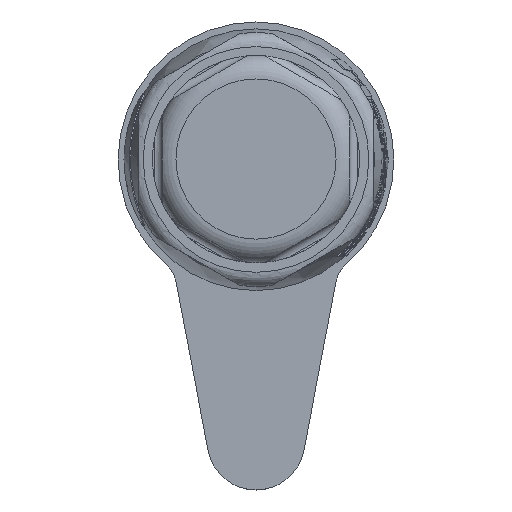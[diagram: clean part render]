
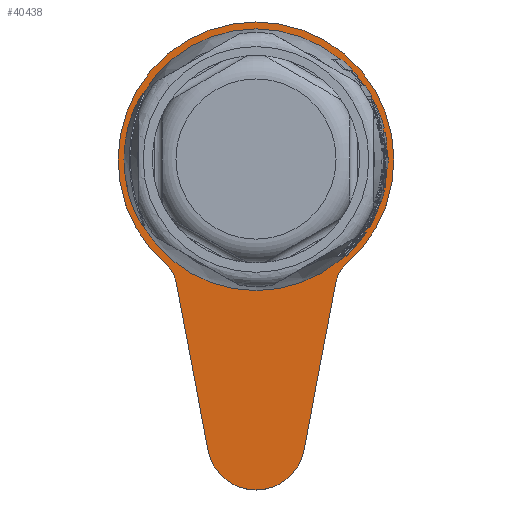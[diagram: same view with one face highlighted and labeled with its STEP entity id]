
A CAD part, top view. The second image highlights one B-rep face of the part: STEP entity #40438.
In plain terms, the highlighted planar face has unit normal (0, 0, 1).
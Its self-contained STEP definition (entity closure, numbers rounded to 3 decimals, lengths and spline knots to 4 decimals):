
#4658=LINE('',#71813,#6620);
#4659=LINE('',#71820,#6621);
#6620=VECTOR('',#50325,1.);
#6621=VECTOR('',#50332,1.);
#8567=FACE_OUTER_BOUND('',#10807,.T.);
#10807=EDGE_LOOP('',(#30440,#30441,#30442,#30443,#30444,#30445));
#12746=CIRCLE('',#43325,0.625);
#12747=CIRCLE('',#43326,0.375);
#12748=CIRCLE('',#43327,1.765);
#12749=CIRCLE('',#43328,0.375);
#16069=VERTEX_POINT('',#71809);
#16070=VERTEX_POINT('',#71810);
#16071=VERTEX_POINT('',#71812);
#16072=VERTEX_POINT('',#71814);
#16073=VERTEX_POINT('',#71816);
#16074=VERTEX_POINT('',#71818);
#21165=EDGE_CURVE('',#16069,#16070,#12746,.T.);
#21166=EDGE_CURVE('',#16070,#16071,#4658,.T.);
#21167=EDGE_CURVE('',#16071,#16072,#12747,.T.);
#21168=EDGE_CURVE('',#16072,#16073,#12748,.T.);
#21169=EDGE_CURVE('',#16073,#16074,#12749,.T.);
#21170=EDGE_CURVE('',#16074,#16069,#4659,.T.);
#30440=ORIENTED_EDGE('',*,*,#21165,.T.);
#30441=ORIENTED_EDGE('',*,*,#21166,.T.);
#30442=ORIENTED_EDGE('',*,*,#21167,.T.);
#30443=ORIENTED_EDGE('',*,*,#21168,.T.);
#30444=ORIENTED_EDGE('',*,*,#21169,.T.);
#30445=ORIENTED_EDGE('',*,*,#21170,.T.);
#36729=PLANE('',#43324);
#40438=ADVANCED_FACE('',(#8567),#36729,.T.);
#43324=AXIS2_PLACEMENT_3D('',#71808,#50321,#50322);
#43325=AXIS2_PLACEMENT_3D('',#71811,#50323,#50324);
#43326=AXIS2_PLACEMENT_3D('',#71815,#50326,#50327);
#43327=AXIS2_PLACEMENT_3D('',#71817,#50328,#50329);
#43328=AXIS2_PLACEMENT_3D('',#71819,#50330,#50331);
#50321=DIRECTION('center_axis',(0.,0.,
1.));
#50322=DIRECTION('ref_axis',(1.,0.,0.));
#50323=DIRECTION('center_axis',(0.,0.,
1.));
#50324=DIRECTION('ref_axis',(-0.982,-0.186,0.));
#50325=DIRECTION('',(0.186,0.982,0.));
#50326=DIRECTION('center_axis',(0.,0.,
-1.));
#50327=DIRECTION('ref_axis',(0.651,-0.759,0.));
#50328=DIRECTION('center_axis',(0.,0.,
1.));
#50329=DIRECTION('ref_axis',(0.651,-0.759,0.));
#50330=DIRECTION('center_axis',(0.,0.,
-1.));
#50331=DIRECTION('ref_axis',(-0.982,-0.186,0.));
#50332=DIRECTION('',(0.186,-0.982,0.));
#71808=CARTESIAN_POINT('Origin',(0.,-1.1462,
11.4666));
#71809=CARTESIAN_POINT('',(-0.614,-3.7165,11.4666));
#71810=CARTESIAN_POINT('',(0.614,-3.7165,11.4666));
#71811=CARTESIAN_POINT('Origin',(0.,-3.6,11.4666));
#71812=CARTESIAN_POINT('',(1.0241,-1.555,11.4666));
#71813=CARTESIAN_POINT('',(0.614,-3.7165,11.4666));
#71814=CARTESIAN_POINT('',(1.1485,-1.3402,11.4666));
#71815=CARTESIAN_POINT('Origin',(1.3926,-1.6249,11.4666));
#71816=CARTESIAN_POINT('',(-1.1485,-1.3402,11.4666));
#71817=CARTESIAN_POINT('Origin',(0.,0.,
11.4666));
#71818=CARTESIAN_POINT('',(-1.0241,-1.555,11.4666));
#71819=CARTESIAN_POINT('Origin',(-1.3926,-1.6249,11.4666));
#71820=CARTESIAN_POINT('',(-1.0241,-1.555,11.4666));
